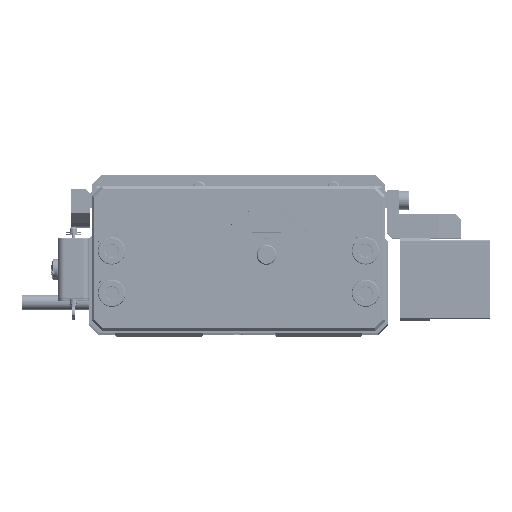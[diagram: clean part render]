
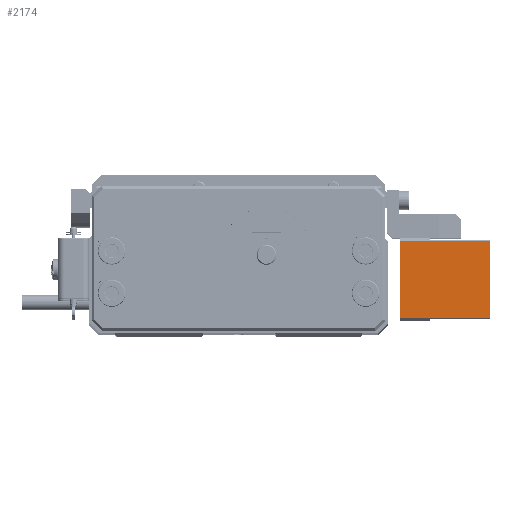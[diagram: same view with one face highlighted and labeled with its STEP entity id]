
A CAD part, top view. The second image highlights one B-rep face of the part: STEP entity #2174.
In plain terms, the highlighted face is planar.
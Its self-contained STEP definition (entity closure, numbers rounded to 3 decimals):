
#132 = VECTOR ( 'NONE', #51312, 1000. ) ;
#939 = DIRECTION ( 'NONE',  ( 0., 0., 1. ) ) ;
#1309 = PLANE ( 'NONE',  #9129 ) ;
#2174 = ADVANCED_FACE ( 'NONE', ( #52819 ), #1309, .F. ) ;
#5610 = DIRECTION ( 'NONE',  ( 1., 0., 0. ) ) ;
#7422 = VERTEX_POINT ( 'NONE', #23338 ) ;
#9129 = AXIS2_PLACEMENT_3D ( 'NONE', #65641, #939, #5610 ) ;
#9718 = EDGE_CURVE ( 'NONE', #57321, #7422, #45511, .T. ) ;
#11840 = CARTESIAN_POINT ( 'NONE',  ( 16., 0., -36. ) ) ;
#15283 = ORIENTED_EDGE ( 'NONE', *, *, #42880, .T. ) ;
#16594 = CARTESIAN_POINT ( 'NONE',  ( 16., 18., -36. ) ) ;
#21607 = CARTESIAN_POINT ( 'NONE',  ( 0.5, 18., -36. ) ) ;
#23338 = CARTESIAN_POINT ( 'NONE',  ( 0.5, 18., -36. ) ) ;
#26010 = EDGE_CURVE ( 'NONE', #48140, #32481, #46691, .T. ) ;
#30538 = VECTOR ( 'NONE', #76556, 1000. ) ;
#32481 = VERTEX_POINT ( 'NONE', #41674 ) ;
#34045 = ORIENTED_EDGE ( 'NONE', *, *, #9718, .F. ) ;
#36182 = CARTESIAN_POINT ( 'NONE',  ( 16., 18., -36. ) ) ;
#40180 = DIRECTION ( 'NONE',  ( 0., -1., 0. ) ) ;
#40557 = EDGE_CURVE ( 'NONE', #57321, #48140, #51031, .T. ) ;
#41674 = CARTESIAN_POINT ( 'NONE',  ( 0.5, 0., -36. ) ) ;
#42880 = EDGE_CURVE ( 'NONE', #32481, #7422, #51413, .T. ) ;
#44891 = ORIENTED_EDGE ( 'NONE', *, *, #26010, .T. ) ;
#45231 = DIRECTION ( 'NONE',  ( 0., 1., 0. ) ) ;
#45511 = LINE ( 'NONE', #68021, #132 ) ;
#46691 = LINE ( 'NONE', #70354, #30538 ) ;
#48140 = VERTEX_POINT ( 'NONE', #11840 ) ;
#51031 = LINE ( 'NONE', #16594, #70778 ) ;
#51312 = DIRECTION ( 'NONE',  ( -1., 0., 0. ) ) ;
#51413 = LINE ( 'NONE', #21607, #74684 ) ;
#52819 = FACE_OUTER_BOUND ( 'NONE', #59829, .T. ) ;
#57321 = VERTEX_POINT ( 'NONE', #36182 ) ;
#59829 = EDGE_LOOP ( 'NONE', ( #44891, #15283, #34045, #69428 ) ) ;
#65641 = CARTESIAN_POINT ( 'NONE',  ( 0., 18., -36. ) ) ;
#68021 = CARTESIAN_POINT ( 'NONE',  ( 0., 18., -36. ) ) ;
#69428 = ORIENTED_EDGE ( 'NONE', *, *, #40557, .T. ) ;
#70354 = CARTESIAN_POINT ( 'NONE',  ( 0., 0., -36. ) ) ;
#70778 = VECTOR ( 'NONE', #40180, 1000. ) ;
#74684 = VECTOR ( 'NONE', #45231, 1000. ) ;
#76556 = DIRECTION ( 'NONE',  ( -1., 0., 0. ) ) ;
